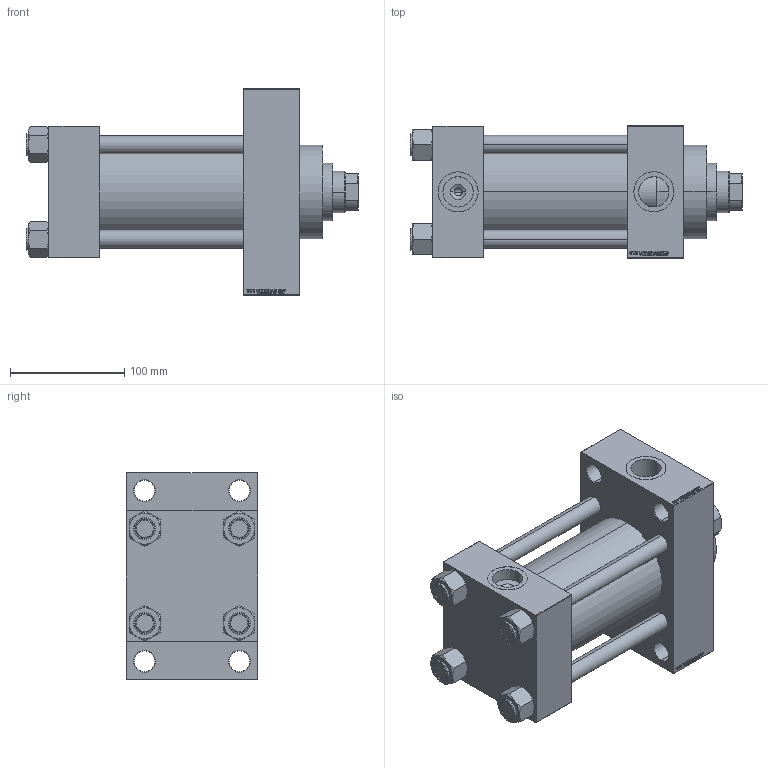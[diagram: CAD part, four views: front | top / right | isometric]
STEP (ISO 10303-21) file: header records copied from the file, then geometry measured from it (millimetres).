
FILE_DESCRIPTION (( 'STEP AP203' ), '1' );
FILE_NAME ('4f8b.STEP', '2026-02-20T08:17:18', ( '' ), ( '' ), 'SwSTEP 2.0', 'SolidWorks 2019', '' );
FILE_SCHEMA (( 'CONFIG_CONTROL_DESIGN' ));
Length unit declared in the file: millimetre
Products named in the file (6): V215CD_D_Body 7837930bba6a23abe93122333cdaa56b; V215CD_NUT_M5_D 7837930bba6a23abe93122333cdaa56b; V215CD_VC_A 7837930bba6a23abe93122333cdaa56b; V215CD_VCP_D 7837930bba6a23abe93122333cdaa56b; 4f8b; V215CD_D_TYCINKA 7837930bba6a23abe93122333cdaa56b
Assembly tree (11 placements, depth 2):
  4f8b
    V215CD_D_Body 7837930bba6a23abe93122333cdaa56b
    V215CD_VC_A 7837930bba6a23abe93122333cdaa56b
    V215CD_VCP_D 7837930bba6a23abe93122333cdaa56b
    V215CD_D_TYCINKA 7837930bba6a23abe93122333cdaa56b  x4
    V215CD_NUT_M5_D 7837930bba6a23abe93122333cdaa56b  x4
Bounding box: 290 x 115 x 180 mm (x, y, z)
Volume: 2135641.7 mm3; surface area: 346734 mm2
Topology: 11 solids, 11 shells, 1151 faces, 2903 edges, 1885 vertices
Faces by surface type: plane 545, bspline 368, cone 142, cylinder 88, torus 8
Entity records: 47683 total; most frequent: CARTESIAN_POINT 25192, ORIENTED_EDGE 5070, DIRECTION 3267, EDGE_CURVE 2535, VERTEX_POINT 1663, LINE 1527, VECTOR 1527, EDGE_LOOP 1126
